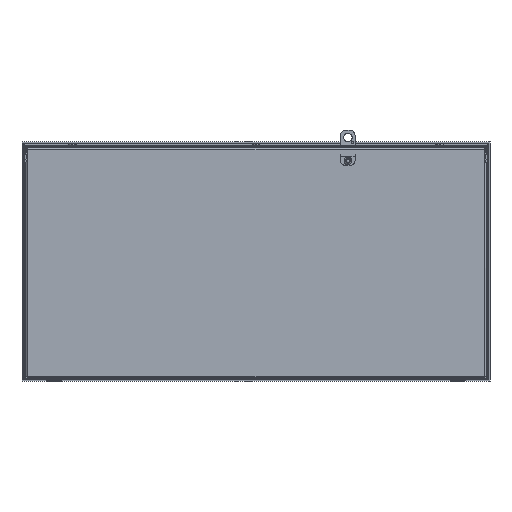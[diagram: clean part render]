
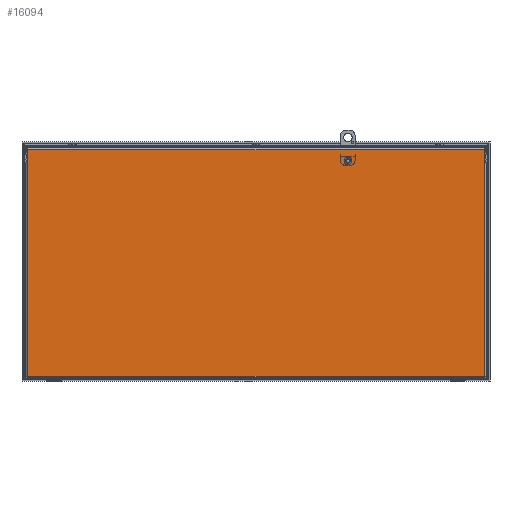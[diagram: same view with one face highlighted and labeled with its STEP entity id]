
A CAD part, front view. The second image highlights one B-rep face of the part: STEP entity #16094.
In plain terms, the highlighted planar face has unit normal (0, -1, 0).
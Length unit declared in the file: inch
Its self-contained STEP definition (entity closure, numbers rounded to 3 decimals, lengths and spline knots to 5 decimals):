
#460 = CARTESIAN_POINT ( 'NONE',  ( 11.60945, -18., 9.9285 ) ) ;
#523 = CARTESIAN_POINT ( 'NONE',  ( 11.875, -18., 9.98637 ) ) ;
#1145 = VECTOR ( 'NONE', #21454, 39.37008 ) ;
#1192 = CARTESIAN_POINT ( 'NONE',  ( -11.875, -18., 9.98637 ) ) ;
#1367 = CARTESIAN_POINT ( 'NONE',  ( 4.78125, -18., 9.42387 ) ) ;
#1992 = DIRECTION ( 'NONE',  ( 0., 0., -1. ) ) ;
#1995 = CARTESIAN_POINT ( 'NONE',  ( 11.87913, -18., 9.46142 ) ) ;
#2219 = EDGE_LOOP ( 'NONE', ( #4001, #14750, #7415, #9966, #2848, #17901, #19174, #6978 ) ) ;
#2453 = EDGE_CURVE ( 'NONE', #11533, #2602, #13223, .T. ) ;
#2549 = LINE ( 'NONE', #18083, #9782 ) ;
#2602 = VERTEX_POINT ( 'NONE', #1192 ) ;
#2848 = ORIENTED_EDGE ( 'NONE', *, *, #19668, .T. ) ;
#3398 = DIRECTION ( 'NONE',  ( 0., 1., 0. ) ) ;
#3984 = DIRECTION ( 'NONE',  ( -0.5, 0., 0.866 ) ) ;
#4001 = ORIENTED_EDGE ( 'NONE', *, *, #2453, .T. ) ;
#4132 = EDGE_CURVE ( 'NONE', #12025, #8344, #2549, .T. ) ;
#4563 = CARTESIAN_POINT ( 'NONE',  ( 4.88175, -18., 9.42387 ) ) ;
#4609 = DIRECTION ( 'NONE',  ( 1., 0., 0. ) ) ;
#4681 = VECTOR ( 'NONE', #3984, 39.37008 ) ;
#4970 = EDGE_CURVE ( 'NONE', #2602, #15485, #10520, .T. ) ;
#5220 = CARTESIAN_POINT ( 'NONE',  ( -11.87913, -18., 9.46142 ) ) ;
#5383 = CARTESIAN_POINT ( 'NONE',  ( -11.875, -18., 9.46856 ) ) ;
#6185 = EDGE_CURVE ( 'NONE', #15496, #15496, #15813, .T. ) ;
#6531 = DIRECTION ( 'NONE',  ( 1., 0., 0. ) ) ;
#6705 = DIRECTION ( 'NONE',  ( 1., 0., 0. ) ) ;
#6908 = EDGE_CURVE ( 'NONE', #8344, #11923, #10074, .T. ) ;
#6978 = ORIENTED_EDGE ( 'NONE', *, *, #7365, .T. ) ;
#7025 = DIRECTION ( 'NONE',  ( -0.5, 0., -0.866 ) ) ;
#7154 = DIRECTION ( 'NONE',  ( 0., 0., -1. ) ) ;
#7365 = EDGE_CURVE ( 'NONE', #11923, #11533, #16215, .T. ) ;
#7385 = ORIENTED_EDGE ( 'NONE', *, *, #6185, .T. ) ;
#7415 = ORIENTED_EDGE ( 'NONE', *, *, #17183, .T. ) ;
#7670 = CARTESIAN_POINT ( 'NONE',  ( 5.9375, -18., 9.98637 ) ) ;
#7866 = FACE_OUTER_BOUND ( 'NONE', #2219, .T. ) ;
#8148 = CARTESIAN_POINT ( 'NONE',  ( -5.93956, -18., -1.80313 ) ) ;
#8344 = VERTEX_POINT ( 'NONE', #1995 ) ;
#8436 = VERTEX_POINT ( 'NONE', #5220 ) ;
#8821 = CARTESIAN_POINT ( 'NONE',  ( -11.87913, -18., 6.77652 ) ) ;
#9782 = VECTOR ( 'NONE', #11159, 39.37008 ) ;
#9966 = ORIENTED_EDGE ( 'NONE', *, *, #18949, .T. ) ;
#10074 = LINE ( 'NONE', #460, #4681 ) ;
#10237 = DIRECTION ( 'NONE',  ( 0., 1., 0. ) ) ;
#10498 = AXIS2_PLACEMENT_3D ( 'NONE', #1367, #3398, #6531 ) ;
#10510 = CARTESIAN_POINT ( 'NONE',  ( 11.875, -18., 6.78009 ) ) ;
#10520 = LINE ( 'NONE', #17602, #21304 ) ;
#10575 = VECTOR ( 'NONE', #20833, 39.37008 ) ;
#10869 = VECTOR ( 'NONE', #4609, 39.37008 ) ;
#10966 = VECTOR ( 'NONE', #1992, 39.37008 ) ;
#11031 = VERTEX_POINT ( 'NONE', #11994 ) ;
#11159 = DIRECTION ( 'NONE',  ( 0., 0., 1. ) ) ;
#11363 = FACE_BOUND ( 'NONE', #15171, .T. ) ;
#11533 = VERTEX_POINT ( 'NONE', #523 ) ;
#11923 = VERTEX_POINT ( 'NONE', #13625 ) ;
#11994 = CARTESIAN_POINT ( 'NONE',  ( -11.87913, -18., -1.80313 ) ) ;
#12025 = VERTEX_POINT ( 'NONE', #12487 ) ;
#12201 = LINE ( 'NONE', #8148, #10869 ) ;
#12487 = CARTESIAN_POINT ( 'NONE',  ( 11.87913, -18., -1.80313 ) ) ;
#12817 = LINE ( 'NONE', #8821, #10966 ) ;
#13223 = LINE ( 'NONE', #7670, #1145 ) ;
#13341 = VECTOR ( 'NONE', #7025, 39.37008 ) ;
#13625 = CARTESIAN_POINT ( 'NONE',  ( 11.875, -18., 9.46856 ) ) ;
#13910 = CARTESIAN_POINT ( 'NONE',  ( -11.55477, -18., 10.02322 ) ) ;
#14148 = LINE ( 'NONE', #13910, #13341 ) ;
#14750 = ORIENTED_EDGE ( 'NONE', *, *, #4970, .T. ) ;
#15171 = EDGE_LOOP ( 'NONE', ( #7385 ) ) ;
#15485 = VERTEX_POINT ( 'NONE', #5383 ) ;
#15496 = VERTEX_POINT ( 'NONE', #4563 ) ;
#15813 = CIRCLE ( 'NONE', #10498, 0.1005 ) ;
#16094 = ADVANCED_FACE ( 'NONE', ( #7866, #11363 ), #17154, .F. ) ;
#16215 = LINE ( 'NONE', #10510, #10575 ) ;
#16999 = CARTESIAN_POINT ( 'NONE',  ( 0., -18., 4.09162 ) ) ;
#17036 = AXIS2_PLACEMENT_3D ( 'NONE', #16999, #10237, #6705 ) ;
#17154 = PLANE ( 'NONE',  #17036 ) ;
#17183 = EDGE_CURVE ( 'NONE', #15485, #8436, #14148, .T. ) ;
#17602 = CARTESIAN_POINT ( 'NONE',  ( -11.875, -18., 7.09162 ) ) ;
#17901 = ORIENTED_EDGE ( 'NONE', *, *, #4132, .T. ) ;
#18083 = CARTESIAN_POINT ( 'NONE',  ( 11.87913, -18., 1.14425 ) ) ;
#18949 = EDGE_CURVE ( 'NONE', #8436, #11031, #12817, .T. ) ;
#19174 = ORIENTED_EDGE ( 'NONE', *, *, #6908, .T. ) ;
#19668 = EDGE_CURVE ( 'NONE', #11031, #12025, #12201, .T. ) ;
#20833 = DIRECTION ( 'NONE',  ( 0., 0., 1. ) ) ;
#21304 = VECTOR ( 'NONE', #7154, 39.37008 ) ;
#21454 = DIRECTION ( 'NONE',  ( -1., 0., 0. ) ) ;
